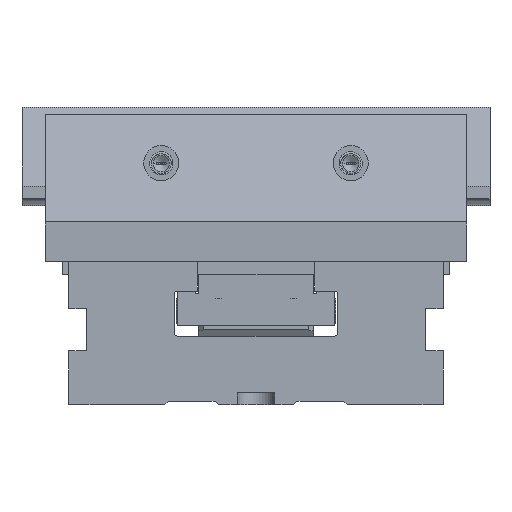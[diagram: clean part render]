
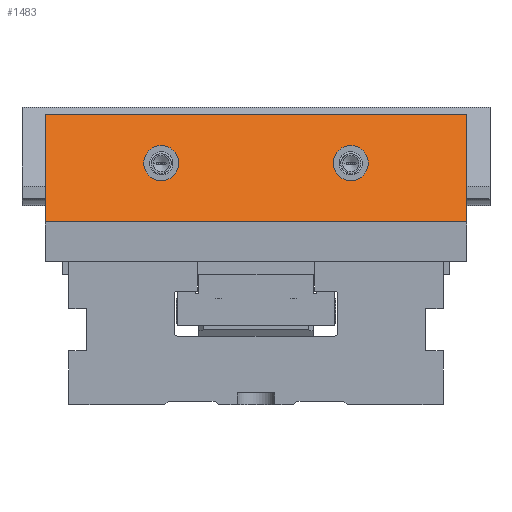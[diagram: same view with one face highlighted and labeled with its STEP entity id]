
A CAD part, left-side view. The second image highlights one B-rep face of the part: STEP entity #1483.
In plain terms, the highlighted planar face has unit normal (-0.924, 0, 0.383).
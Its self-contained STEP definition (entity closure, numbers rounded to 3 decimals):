
#436=ELLIPSE('',#8980,8.118,7.5);
#437=ELLIPSE('',#8995,8.118,7.5);
#814=FACE_BOUND('',#2716,.T.);
#815=FACE_BOUND('',#2717,.T.);
#816=FACE_BOUND('',#2718,.T.);
#1483=ADVANCED_FACE('',(#814,#815,#816),#1816,.F.);
#1816=PLANE('',#8997);
#2716=EDGE_LOOP('',(#4200,#4201,#4202,#4203));
#2717=EDGE_LOOP('',(#4204));
#2718=EDGE_LOOP('',(#4205));
#4200=ORIENTED_EDGE('',*,*,#6536,.T.);
#4201=ORIENTED_EDGE('',*,*,#6520,.T.);
#4202=ORIENTED_EDGE('',*,*,#6553,.T.);
#4203=ORIENTED_EDGE('',*,*,#6540,.T.);
#4204=ORIENTED_EDGE('',*,*,#6586,.F.);
#4205=ORIENTED_EDGE('',*,*,#6580,.F.);
#5572=VERTEX_POINT('',#13307);
#5573=VERTEX_POINT('',#13308);
#5586=VERTEX_POINT('',#13339);
#5589=VERTEX_POINT('',#13347);
#5616=VERTEX_POINT('',#13434);
#5623=VERTEX_POINT('',#13456);
#6520=EDGE_CURVE('',#5572,#5573,#7394,.T.);
#6536=EDGE_CURVE('',#5586,#5572,#7408,.T.);
#6540=EDGE_CURVE('',#5589,#5586,#7411,.T.);
#6553=EDGE_CURVE('',#5573,#5589,#7422,.T.);
#6580=EDGE_CURVE('',#5616,#5616,#436,.T.);
#6586=EDGE_CURVE('',#5623,#5623,#437,.T.);
#7394=LINE('',#13306,#8111);
#7408=LINE('',#13338,#8125);
#7411=LINE('',#13346,#8128);
#7422=LINE('',#13371,#8139);
#8111=VECTOR('',#10580,1.);
#8125=VECTOR('',#10602,1.);
#8128=VECTOR('',#10609,1.);
#8139=VECTOR('',#10628,1.);
#8980=AXIS2_PLACEMENT_3D('',#13433,#10702,#10703);
#8995=AXIS2_PLACEMENT_3D('',#13455,#10732,#10733);
#8997=AXIS2_PLACEMENT_3D('',#13458,#10736,#10737);
#10580=DIRECTION('',(0.,1.,0.));
#10602=DIRECTION('',(0.383,0.,0.924));
#10609=DIRECTION('',(0.,-1.,0.));
#10628=DIRECTION('',(-0.383,0.,-0.924));
#10702=DIRECTION('',(-0.924,0.,0.383));
#10703=DIRECTION('',(0.383,0.,0.924));
#10732=DIRECTION('',(-0.924,0.,0.383));
#10733=DIRECTION('',(0.383,0.,0.924));
#10736=DIRECTION('',(0.924,0.,-0.383));
#10737=DIRECTION('',(-0.383,0.,-0.924));
#13306=CARTESIAN_POINT('',(19.042,80.,124.));
#13307=CARTESIAN_POINT('',(19.042,-10.,124.));
#13308=CARTESIAN_POINT('',(19.042,170.,124.));
#13338=CARTESIAN_POINT('',(0.589,-10.,79.453));
#13339=CARTESIAN_POINT('',(0.,-10.,78.03));
#13346=CARTESIAN_POINT('',(0.,80.,78.03));
#13347=CARTESIAN_POINT('',(0.,170.,78.03));
#13371=CARTESIAN_POINT('',(0.589,170.,79.453));
#13433=CARTESIAN_POINT('',(10.405,120.5,103.15));
#13434=CARTESIAN_POINT('',(13.512,120.5,110.65));
#13455=CARTESIAN_POINT('',(10.405,39.5,103.15));
#13456=CARTESIAN_POINT('',(13.512,39.5,110.65));
#13458=CARTESIAN_POINT('',(21.926,80.,130.963));
